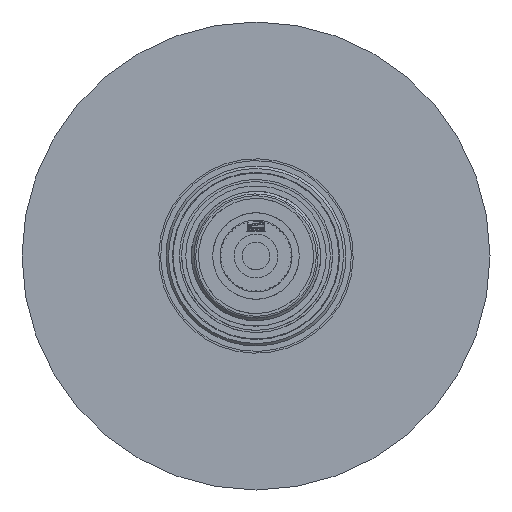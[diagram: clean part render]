
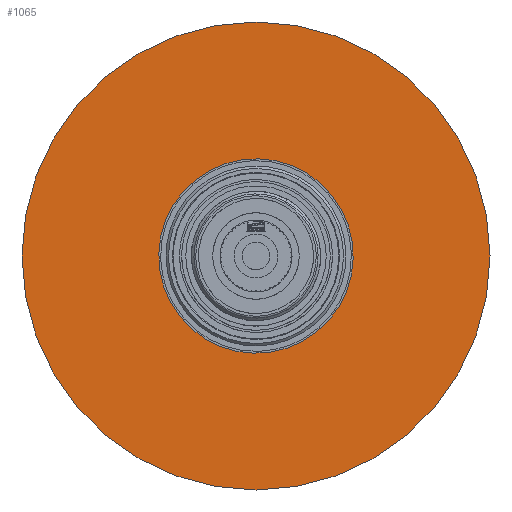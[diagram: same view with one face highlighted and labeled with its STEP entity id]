
A CAD part, front view. The second image highlights one B-rep face of the part: STEP entity #1065.
In plain terms, the highlighted planar face has unit normal (0, -1, 0).
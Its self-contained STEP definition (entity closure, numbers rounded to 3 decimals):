
#947=CARTESIAN_POINT('Vertex',(-23.695,-13.,-12.944)) ;
#952=CARTESIAN_POINT('Axis2P3D Location',(0.,-13.,0.)) ;
#956=CARTESIAN_POINT('Vertex',(23.695,-13.,12.944)) ;
#978=CARTESIAN_POINT('Axis2P3D Location',(0.,-13.,0.)) ;
#1004=CARTESIAN_POINT('Vertex',(-65.,-13.,0.)) ;
#1009=CARTESIAN_POINT('Axis2P3D Location',(0.,-13.,0.)) ;
#1013=CARTESIAN_POINT('Vertex',(65.,-13.,0.)) ;
#1035=CARTESIAN_POINT('Axis2P3D Location',(0.,-13.,0.)) ;
#1052=CARTESIAN_POINT('Axis2P3D Location',(0.,-13.,0.)) ;
#953=DIRECTION('Axis2P3D Direction',(0.,-1.,0.)) ;
#979=DIRECTION('Axis2P3D Direction',(0.,-1.,0.)) ;
#1010=DIRECTION('Axis2P3D Direction',(0.,1.,-0.)) ;
#1036=DIRECTION('Axis2P3D Direction',(0.,1.,-0.)) ;
#1053=DIRECTION('Axis2P3D Direction',(0.,1.,-0.)) ;
#1054=DIRECTION('Axis2P3D XDirection',(-1.,0.,0.)) ;
#954=AXIS2_PLACEMENT_3D('Circle Axis2P3D',#952,#953,$) ;
#980=AXIS2_PLACEMENT_3D('Circle Axis2P3D',#978,#979,$) ;
#1011=AXIS2_PLACEMENT_3D('Circle Axis2P3D',#1009,#1010,$) ;
#1037=AXIS2_PLACEMENT_3D('Circle Axis2P3D',#1035,#1036,$) ;
#1055=AXIS2_PLACEMENT_3D('Plane Axis2P3D',#1052,#1053,#1054) ;
#955=CIRCLE('generated circle',#954,27.) ;
#981=CIRCLE('generated circle',#980,27.) ;
#1012=CIRCLE('generated circle',#1011,65.) ;
#1038=CIRCLE('generated circle',#1037,65.) ;
#1056=PLANE('',#1055) ;
#1064=FACE_BOUND('',#1061,.T.) ;
#958=EDGE_CURVE('',#957,#948,#955,.F.) ;
#982=EDGE_CURVE('',#948,#957,#981,.F.) ;
#1015=EDGE_CURVE('',#1005,#1014,#1012,.T.) ;
#1039=EDGE_CURVE('',#1014,#1005,#1038,.T.) ;
#1058=ORIENTED_EDGE('',*,*,#1039,.F.) ;
#1059=ORIENTED_EDGE('',*,*,#1015,.F.) ;
#1062=ORIENTED_EDGE('',*,*,#958,.T.) ;
#1063=ORIENTED_EDGE('',*,*,#982,.T.) ;
#1057=EDGE_LOOP('',(#1058,#1059)) ;
#1061=EDGE_LOOP('',(#1062,#1063)) ;
#948=VERTEX_POINT('',#947) ;
#957=VERTEX_POINT('',#956) ;
#1005=VERTEX_POINT('',#1004) ;
#1014=VERTEX_POINT('',#1013) ;
#1065=ADVANCED_FACE('PR.0488.11_AllCATPart.1\\P47012.1\\PartBody',(#1060,#1064),#1056,.F.) ;
#1060=FACE_OUTER_BOUND('',#1057,.T.) ;
